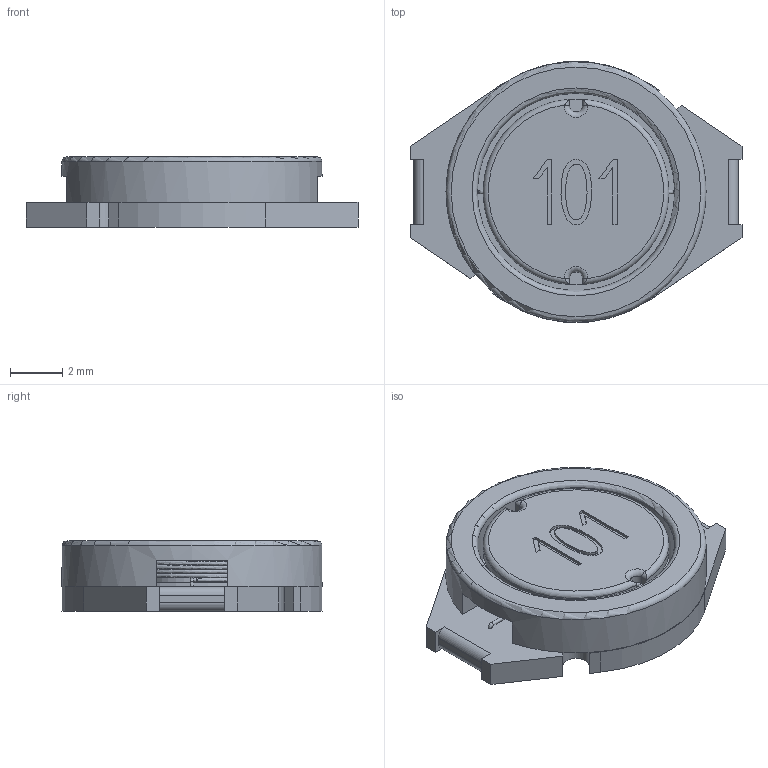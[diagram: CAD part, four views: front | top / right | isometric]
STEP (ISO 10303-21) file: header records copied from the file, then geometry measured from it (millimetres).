
FILE_DESCRIPTION(/* description */ ('Unknown'),/* implementation_level */ '2;1');
FILE_NAME(/* name */ 'L_Wurth_WE-PD3_TypeM',/* time_stamp */ '2022-03-08T11:34:42+08:00',/* author */ ('Unknown'),/* organization */ ('Unknown'),/* preprocessor_version */ 'ST-DEVELOPER v16.7',/* originating_system */ 'Solid Edge',/* authorisation */ 'Unknown');
FILE_SCHEMA (('AUTOMOTIVE_DESIGN {1 0 10303 214 3 1 1}'));
Length unit declared in the file: millimetre
Products named in the file (2): L_Wurth_WE-PD3_TypeM
Assembly tree (1 placements, depth 2):
  L_Wurth_WE-PD3_TypeM
    L_Wurth_WE-PD3_TypeM
Bounding box: 12.7 x 9.96 x 2.7 mm (x, y, z)
Volume: 177.5 mm3; surface area: 501 mm2
Topology: 1 solids, 1 shells, 100 faces, 262 edges, 168 vertices
Faces by surface type: plane 56, cylinder 20, bspline 18, torus 6
Full cylindrical faces by diameter (mm): 3.6 x1, 7.11 x1, 7.55 x1, 9.95 x1
Entity records: 5206 total; most frequent: CARTESIAN_POINT 2217, ORIENTED_EDGE 454, DIRECTION 426, EDGE_CURVE 227, VERTEX_POINT 157, LINE 150, VECTOR 150, AXIS2_PLACEMENT_3D 138
